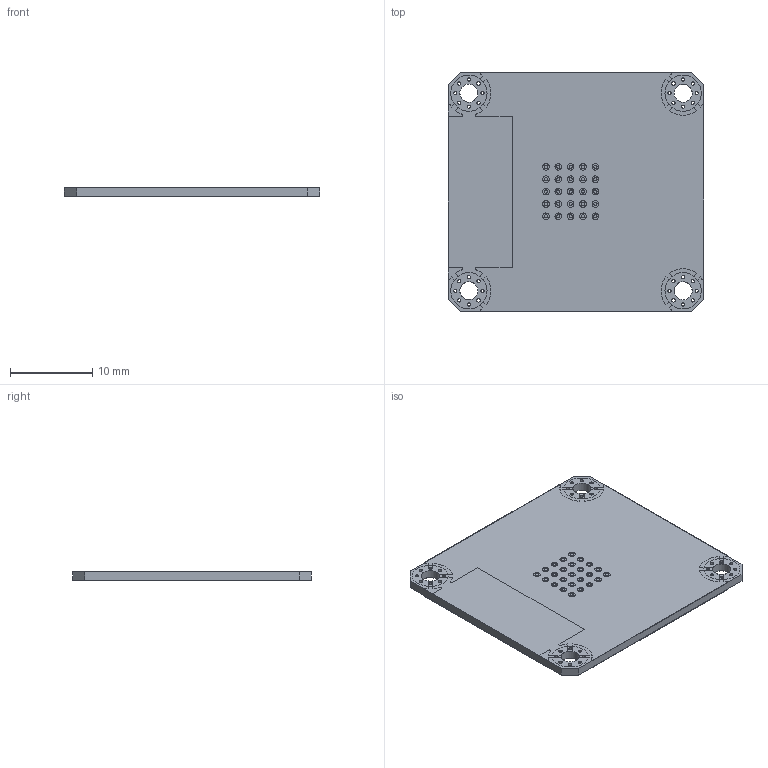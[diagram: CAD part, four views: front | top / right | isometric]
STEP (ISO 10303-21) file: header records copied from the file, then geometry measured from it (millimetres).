
FILE_DESCRIPTION(('FreeCAD Model'),'2;1');
FILE_NAME('Open CASCADE Shape Model','2023-10-14T23:01:35',('Author'),( ''),'Open CASCADE STEP processor 7.6','FreeCAD','Unknown');
FILE_SCHEMA(('AUTOMOTIVE_DESIGN { 1 0 10303 214 1 1 1 1 }'));
Length unit declared in the file: millimetre
Products named in the file (9): Bottomplate; Local_CS_69e; Board_Geoms_69e; Pcb_69e; PCB_Sketch_69e; topPads_69e_cut; topZones_69e; botPads_69e; botZones_69e
Assembly tree (8 placements, depth 3):
  Bottomplate
    Local_CS_69e
    Board_Geoms_69e
      Pcb_69e
      PCB_Sketch_69e
      topPads_69e_cut
      topZones_69e
      botPads_69e
      botZones_69e
Bounding box: 31.05 x 29.05 x 1.04 mm (x, y, z)
Volume: 875.3 mm3; surface area: 3523 mm2
Topology: 1 solids, 63 shells, 108 faces, 4788 edges, 4752 vertices
Faces by surface type: plane 72, cylinder 36
Full cylindrical faces by diameter (mm): 0.4 x32, 2.2 x4
Entity records: 41088 total; most frequent: CARTESIAN_POINT 9661, DIRECTION 5422, ORIENTED_EDGE 4908, EDGE_CURVE 4776, VERTEX_POINT 4732, LINE 4388, VECTOR 4388, AXIS2_PLACEMENT_3D 517
